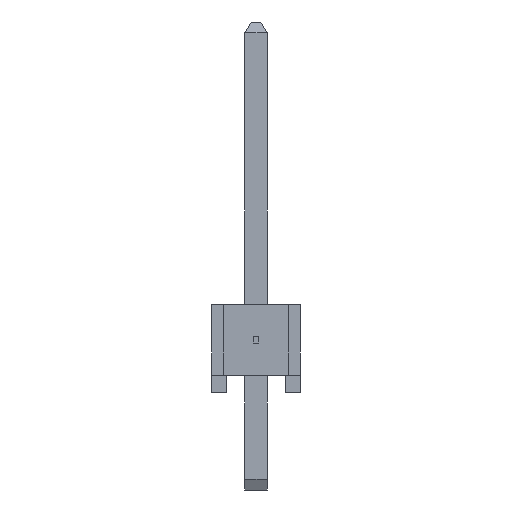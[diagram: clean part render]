
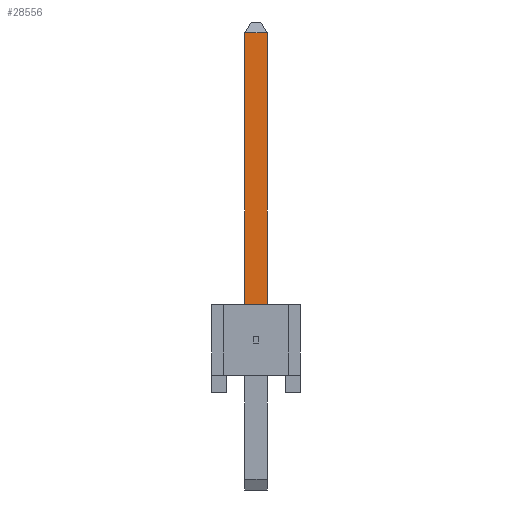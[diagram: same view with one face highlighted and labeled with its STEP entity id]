
A CAD part, left-side view. The second image highlights one B-rep face of the part: STEP entity #28556.
In plain terms, the highlighted planar face has unit normal (-1, 0, 0).
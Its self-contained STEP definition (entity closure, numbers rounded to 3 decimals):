
#28556 = ADVANCED_FACE('',(#28557),#28591,.F.);
#28557 = FACE_BOUND('',#28558,.T.);
#28558 = EDGE_LOOP('',(#28559,#28569,#28577,#28585));
#28559 = ORIENTED_EDGE('',*,*,#28560,.T.);
#28560 = EDGE_CURVE('',#28561,#28563,#28565,.T.);
#28561 = VERTEX_POINT('',#28562);
#28562 = CARTESIAN_POINT('',(-28.258,13.157,0.318));
#28563 = VERTEX_POINT('',#28564);
#28564 = CARTESIAN_POINT('',(-28.258,13.157,-0.318));
#28565 = LINE('',#28566,#28567);
#28566 = CARTESIAN_POINT('',(-28.258,13.157,2.54));
#28567 = VECTOR('',#28568,1.);
#28568 = DIRECTION('',(0.,0.,-1.));
#28569 = ORIENTED_EDGE('',*,*,#28570,.T.);
#28570 = EDGE_CURVE('',#28563,#28571,#28573,.T.);
#28571 = VERTEX_POINT('',#28572);
#28572 = CARTESIAN_POINT('',(-28.258,4.191,-0.318));
#28573 = LINE('',#28574,#28575);
#28574 = CARTESIAN_POINT('',(-28.258,13.462,-0.318));
#28575 = VECTOR('',#28576,1.);
#28576 = DIRECTION('',(0.,-1.,0.));
#28577 = ORIENTED_EDGE('',*,*,#28578,.F.);
#28578 = EDGE_CURVE('',#28579,#28571,#28581,.T.);
#28579 = VERTEX_POINT('',#28580);
#28580 = CARTESIAN_POINT('',(-28.258,4.191,0.318));
#28581 = LINE('',#28582,#28583);
#28582 = CARTESIAN_POINT('',(-28.258,4.191,0.318));
#28583 = VECTOR('',#28584,1.);
#28584 = DIRECTION('',(0.,0.,-1.));
#28585 = ORIENTED_EDGE('',*,*,#28586,.F.);
#28586 = EDGE_CURVE('',#28561,#28579,#28587,.T.);
#28587 = LINE('',#28588,#28589);
#28588 = CARTESIAN_POINT('',(-28.258,13.462,0.318));
#28589 = VECTOR('',#28590,1.);
#28590 = DIRECTION('',(0.,-1.,0.));
#28591 = PLANE('',#28592);
#28592 = AXIS2_PLACEMENT_3D('',#28593,#28594,#28595);
#28593 = CARTESIAN_POINT('',(-28.258,13.462,0.318));
#28594 = DIRECTION('',(1.,0.,0.));
#28595 = DIRECTION('',(0.,0.,-1.));
